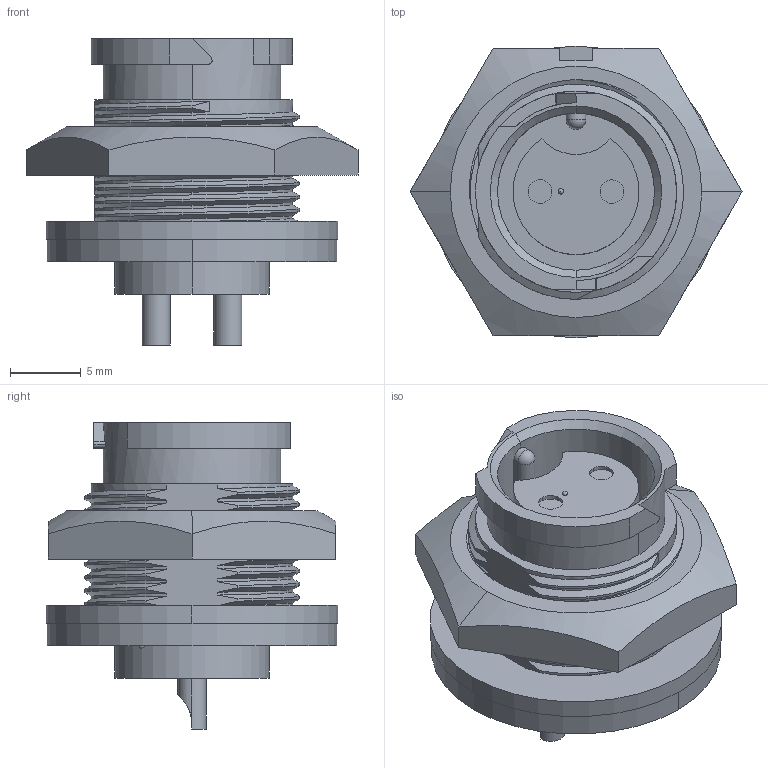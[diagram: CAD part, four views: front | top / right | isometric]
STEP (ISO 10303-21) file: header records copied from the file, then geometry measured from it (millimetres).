
FILE_DESCRIPTION (( 'STEP AP203' ), '1' );
FILE_NAME ('W7282-2SG-P-3ES.STEP', '2021-10-29T15:48:04', ( '' ), ( '' ), 'SwSTEP 2.0', 'SolidWorks 2020', '' );
FILE_SCHEMA (( 'CONFIG_CONTROL_DESIGN' ));
Length unit declared in the file: millimetre
Products named in the file (1): W7282-2SG-P-3ES
Bounding box: 23.46 x 20.62 x 21.64 mm (x, y, z)
Volume: 3293.2 mm3; surface area: 3066.8 mm2
Topology: 2 solids, 2 shells, 147 faces, 392 edges, 259 vertices
Faces by surface type: cylinder 79, plane 39, bspline 22, cone 4, sphere 3
Entity records: 10863 total; most frequent: CARTESIAN_POINT 7563, ORIENTED_EDGE 772, DIRECTION 559, EDGE_CURVE 386, VERTEX_POINT 256, AXIS2_PLACEMENT_3D 203, EDGE_LOOP 162, VECTOR 153
